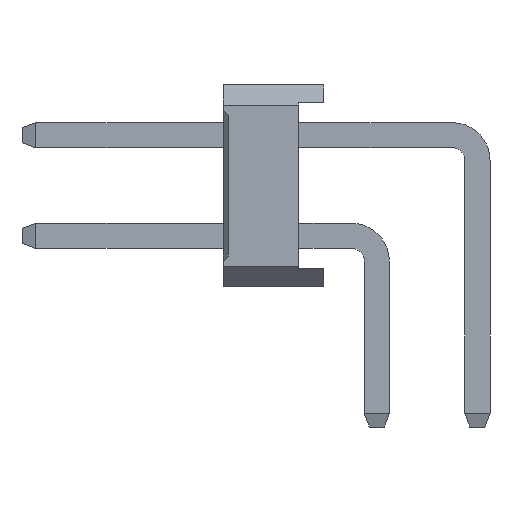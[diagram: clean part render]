
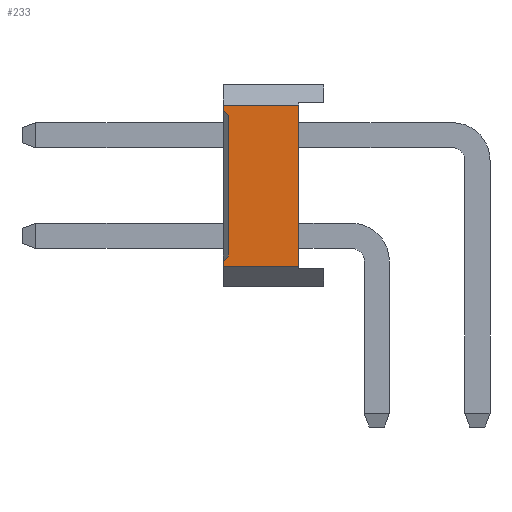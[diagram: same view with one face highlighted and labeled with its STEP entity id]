
A CAD part, left-side view. The second image highlights one B-rep face of the part: STEP entity #233.
In plain terms, the highlighted planar face has unit normal (-1, 0, 0).
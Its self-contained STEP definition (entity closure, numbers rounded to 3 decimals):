
#233=ADVANCED_FACE('',(#3413),#3415,.T.);
#3413=FACE_BOUND('',#3414,.T.);
#3414=EDGE_LOOP('',(#5993,#5994,#5995,#5996,#5997,#5998,#5999,#6000));
#3415=PLANE('',#3416);
#3416=AXIS2_PLACEMENT_3D('',#3417,#3418,#3419);
#3417=CARTESIAN_POINT('',(-1.,1.05,0.4));
#3418=DIRECTION('',(-1.,0.,0.));
#3419=DIRECTION('',(0.,0.,1.));
#5993=ORIENTED_EDGE('',*,*,#7701,.F.);
#5994=ORIENTED_EDGE('',*,*,#7702,.T.);
#5995=ORIENTED_EDGE('',*,*,#7703,.F.);
#5996=ORIENTED_EDGE('',*,*,#7542,.F.);
#5997=ORIENTED_EDGE('',*,*,#7699,.F.);
#5998=ORIENTED_EDGE('',*,*,#7704,.T.);
#5999=ORIENTED_EDGE('',*,*,#7705,.T.);
#6000=ORIENTED_EDGE('',*,*,#7546,.F.);
#7542=EDGE_CURVE('',#8435,#8437,#8438,.T.);
#7546=EDGE_CURVE('',#8443,#8445,#8446,.T.);
#7699=EDGE_CURVE('',#8730,#8435,#8732,.T.);
#7701=EDGE_CURVE('',#8734,#8443,#8735,.F.);
#7702=EDGE_CURVE('',#8734,#8736,#8737,.T.);
#7703=EDGE_CURVE('',#8437,#8736,#8738,.F.);
#7704=EDGE_CURVE('',#8730,#8739,#8740,.T.);
#7705=EDGE_CURVE('',#8739,#8445,#8741,.T.);
#8435=VERTEX_POINT('',#9898);
#8437=VERTEX_POINT('',#9902);
#8438=LINE('',#9903,#9904);
#8443=VERTEX_POINT('',#9914);
#8445=VERTEX_POINT('',#9918);
#8446=LINE('',#9919,#9920);
#8730=VERTEX_POINT('',#10507);
#8732=LINE('',#10511,#10512);
#8734=VERTEX_POINT('',#10517);
#8735=LINE('',#10518,#10519);
#8736=VERTEX_POINT('',#10521);
#8737=LINE('',#10522,#10523);
#8738=LINE('',#10525,#10526);
#8739=VERTEX_POINT('',#10528);
#8740=LINE('',#10529,#10530);
#8741=LINE('',#10532,#10533);
#9898=CARTESIAN_POINT('',(-1.,3.05,0.4));
#9902=CARTESIAN_POINT('',(-1.,3.05,0.5));
#9903=CARTESIAN_POINT('',(-1.,3.05,0.4));
#9904=VECTOR('',#9905,1.);
#9905=DIRECTION('',(0.,0.,1.));
#9914=CARTESIAN_POINT('',(-1.,3.05,3.5));
#9918=CARTESIAN_POINT('',(-1.,3.05,3.6));
#9919=CARTESIAN_POINT('',(-1.,3.05,3.5));
#9920=VECTOR('',#9921,1.);
#9921=DIRECTION('',(0.,0.,1.));
#10507=CARTESIAN_POINT('',(-1.,1.55,0.4));
#10511=CARTESIAN_POINT('',(-1.,1.55,0.4));
#10512=VECTOR('',#10513,1.);
#10513=DIRECTION('',(0.,1.,0.));
#10517=CARTESIAN_POINT('',(-1.,2.95,3.4));
#10518=CARTESIAN_POINT('',(-1.,3.05,3.5));
#10519=VECTOR('',#10520,1.);
#10520=DIRECTION('',(0.,-0.707,-0.707));
#10521=CARTESIAN_POINT('',(-1.,2.95,0.6));
#10522=CARTESIAN_POINT('',(-1.,2.95,3.4));
#10523=VECTOR('',#10524,1.);
#10524=DIRECTION('',(0.,0.,-1.));
#10525=CARTESIAN_POINT('',(-1.,2.95,0.6));
#10526=VECTOR('',#10527,1.);
#10527=DIRECTION('',(0.,0.707,-0.707));
#10528=CARTESIAN_POINT('',(-1.,1.55,3.6));
#10529=CARTESIAN_POINT('',(-1.,1.55,0.4));
#10530=VECTOR('',#10531,1.);
#10531=DIRECTION('',(0.,0.,1.));
#10532=CARTESIAN_POINT('',(-1.,1.55,3.6));
#10533=VECTOR('',#10534,1.);
#10534=DIRECTION('',(0.,1.,0.));
